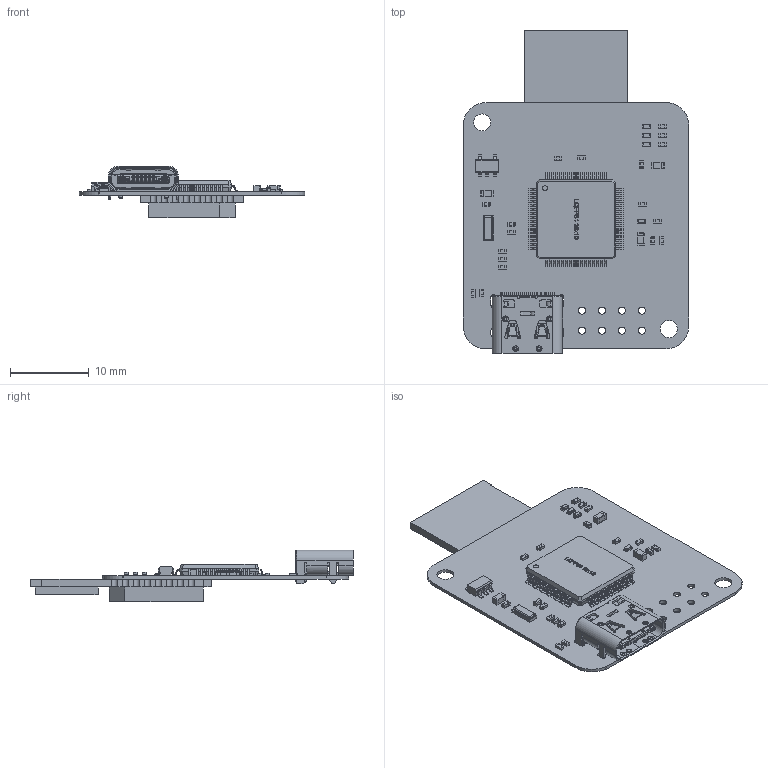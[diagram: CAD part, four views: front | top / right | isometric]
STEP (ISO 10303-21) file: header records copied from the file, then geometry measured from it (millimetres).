
FILE_DESCRIPTION(('Open CASCADE Model'),'2;1');
FILE_NAME('Open CASCADE Shape Model','2024-11-10T01:55:15',('Author'),( 'Open CASCADE'),'Open CASCADE STEP processor 6.8','Open CASCADE 6.8' ,'Unknown');
FILE_SCHEMA(('AUTOMOTIVE_DESIGN { 1 0 10303 214 1 1 1 1 }'));
Length unit declared in the file: millimetre
Products named in the file (74): PCB; Board; R14; 5863272896; Mid_Body; Terminal; Open_CASCADE_STEP_translator_6.8_20.2.1; Mark; C7; 5863272512; Open_CASCADE_STEP_translator_6.8_54.1.1; Open_CASCADE_STEP_translator_6.8_54.1.2; Open_CASCADE_STEP_translator_6.8_54.2.1; Y1; 123123123; R7; 5863271360; R10; 5863271744; R9; R8; R6; R5; R2; R3; R1; R4; R13; R12; 5863271552; R11; D4; User_Library-led_0402LED0402_red_; D1; D2; D3; C5; 5863270784; C6; C4 ...
Assembly tree (157 placements, depth 5):
  PCB
    Board
    R14
      5863272896
        Mid_Body
        Terminal  x2
          Open_CASCADE_STEP_translator_6.8_20.2.1
        Mark
    C7
      5863272512
        Terminal
          Open_CASCADE_STEP_translator_6.8_54.1.1
          Open_CASCADE_STEP_translator_6.8_54.1.2
        Mid_Body
          Open_CASCADE_STEP_translator_6.8_54.2.1
    Y1
      123123123
    R7
      5863271360
        Mid_Body
        Terminal  x2
          Open_CASCADE_STEP_translator_6.8_20.2.1
        Mark
    R10
      5863271744
        Mid_Body
        Terminal  x2
          Open_CASCADE_STEP_translator_6.8_20.2.1
        Mark
    R9
      5863271744
        Mid_Body
        Terminal  x2
          Open_CASCADE_STEP_translator_6.8_20.2.1
        Mark
    R8
      5863271360
        Mid_Body
        Terminal  x2
          Open_CASCADE_STEP_translator_6.8_20.2.1
        Mark
    R6
      5863271744
        Mid_Body
        Terminal  x2
          Open_CASCADE_STEP_translator_6.8_20.2.1
        Mark
    R5
      5863271744
        Mid_Body
        Terminal  x2
          Open_CASCADE_STEP_translator_6.8_20.2.1
        Mark
    R2
      5863271744
        Mid_Body
        Terminal  x2
          Open_CASCADE_STEP_translator_6.8_20.2.1
        Mark
    R3
Bounding box: 28.7 x 41.1 x 6.57 mm (x, y, z)
Volume: 1210.1 mm3; surface area: 3513.2 mm2
Topology: 149 solids, 209 shells, 6872 faces, 16759 edges, 9947 vertices
Faces by surface type: plane 3615, cylinder 1865, torus 540, sphere 380, bspline 298, extrusion 153, cone 21
Full cylindrical faces by diameter (mm): 0.5 x2, 0.65 x2, 0.692 x2, 0.9 x8, 2.175 x2
Entity records: 116673 total; most frequent: CARTESIAN_POINT 32266, ORIENTED_EDGE 16100, DIRECTION 13465, EDGE_CURVE 8177, VECTOR 5935, LINE 5782, VERTEX_POINT 5455, AXIS2_PLACEMENT_3D 3765
